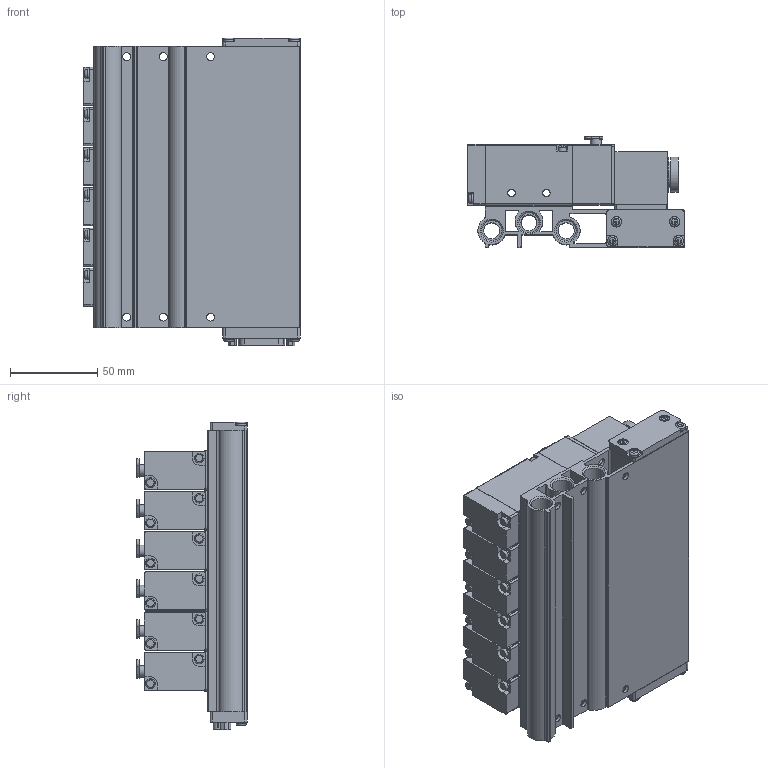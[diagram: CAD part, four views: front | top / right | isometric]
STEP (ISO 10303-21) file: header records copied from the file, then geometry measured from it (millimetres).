
FILE_DESCRIPTION(/* description */ ('STEP AP203'),/* implementation_level */ '2;1');
FILE_NAME(/* name */ 'S2R-6-08E4(SSSSSS)',/* time_stamp */ '2025-03-19T21:29:39+01:00',/* author */ ('License CC BY-ND 4.0'),/* organization */ ('CADENAS'),/* preprocessor_version */ 'ST-DEVELOPER v19.3',/* originating_system */ 'PARTsolutions',/* authorisation */ ' ');
FILE_SCHEMA (('CONFIG_CONTROL_DESIGN'));
Length unit declared in the file: millimetre
Products named in the file (4): S2R-6-08E4(SSSSSS); S2R-6-08E4(SSSSSS)S_dummy; RV522-6F(06); RV5221C08E1_SR
Assembly tree (8 placements, depth 2):
  S2R-6-08E4(SSSSSS)
    S2R-6-08E4(SSSSSS)S_dummy
    RV522-6F(06)
    RV5221C08E1_SR  x6
Bounding box: 123.8 x 63.4 x 176.1 mm (x, y, z)
Volume: 767138.5 mm3; surface area: 211175.3 mm2
Topology: 7 solids, 38 shells, 1444 faces, 3516 edges, 2292 vertices
Faces by surface type: plane 872, cylinder 456, torus 54, cone 50, sphere 12
Full cylindrical faces by diameter (mm): 1 x14, 2.459 x14, 3.2 x13, 3.4 x6, 4.3 x12, 4.5 x12, 4.6 x12, 5.4 x12, 5.8 x6, 6 x2, 6.5 x18, 8.566 x12, 9.157 x3, 10 x6, 11.445 x24, 15 x6, 20 x12
Entity records: 17475 total; most frequent: CARTESIAN_POINT 3253, DIRECTION 2995, ORIENTED_EDGE 2640, EDGE_CURVE 1320, AXIS2_PLACEMENT_3D 1106, VERTEX_POINT 943, EDGE_LOOP 891, FACE_BOUND 891
